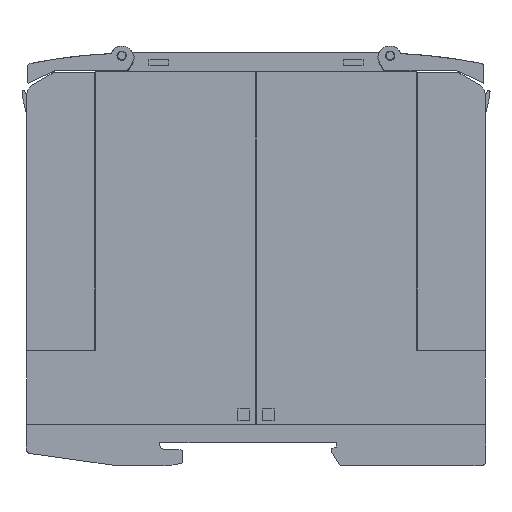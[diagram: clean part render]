
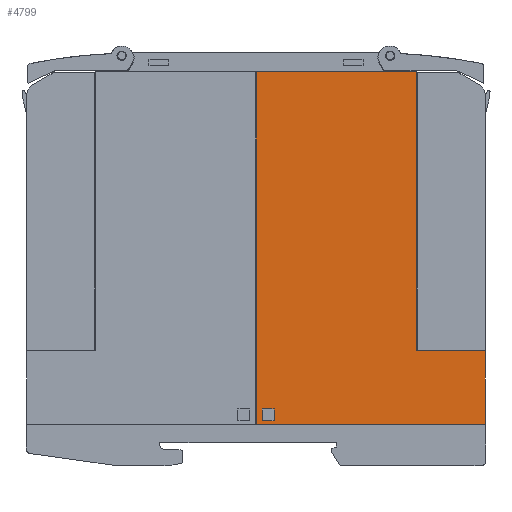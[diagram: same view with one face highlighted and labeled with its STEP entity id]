
A CAD part, left-side view. The second image highlights one B-rep face of the part: STEP entity #4799.
In plain terms, the highlighted planar face has unit normal (-1, 0, 0).
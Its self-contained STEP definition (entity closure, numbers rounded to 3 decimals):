
#4799=ADVANCED_FACE('',(#9786,#9787),#9788,.T.);
#9786=FACE_OUTER_BOUND('',#14834,.T.);
#9787=FACE_BOUND('',#14835,.T.);
#9788=PLANE('',#14836);
#14834=EDGE_LOOP('',(#30015,#30016,#30017,#30018,#30019,#30020));
#14835=EDGE_LOOP('',(#30021,#30022,#30023,#30024));
#14836=AXIS2_PLACEMENT_3D('',#30025,#30026,#30027);
#30015=ORIENTED_EDGE('',*,*,#32701,.T.);
#30016=ORIENTED_EDGE('',*,*,#32719,.T.);
#30017=ORIENTED_EDGE('',*,*,#36553,.T.);
#30018=ORIENTED_EDGE('',*,*,#36536,.F.);
#30019=ORIENTED_EDGE('',*,*,#36554,.T.);
#30020=ORIENTED_EDGE('',*,*,#36549,.T.);
#30021=ORIENTED_EDGE('',*,*,#36546,.T.);
#30022=ORIENTED_EDGE('',*,*,#36522,.T.);
#30023=ORIENTED_EDGE('',*,*,#36530,.T.);
#30024=ORIENTED_EDGE('',*,*,#36543,.T.);
#30025=CARTESIAN_POINT('',(0.0,25.949,9.001));
#30026=DIRECTION('',(-1.0,0.0,0.0));
#30027=DIRECTION('',(0.0,1.0,0.0));
#32701=EDGE_CURVE('',#39929,#39933,#39935,.T.);
#32719=EDGE_CURVE('',#39933,#39969,#39970,.T.);
#36522=EDGE_CURVE('',#45582,#45580,#45583,.T.);
#36530=EDGE_CURVE('',#45580,#45591,#45593,.T.);
#36536=EDGE_CURVE('',#45602,#45604,#45605,.T.);
#36543=EDGE_CURVE('',#45591,#45614,#45616,.T.);
#36546=EDGE_CURVE('',#45614,#45582,#45619,.T.);
#36549=EDGE_CURVE('',#45622,#39929,#45623,.T.);
#36553=EDGE_CURVE('',#39969,#45604,#45628,.T.);
#36554=EDGE_CURVE('',#45602,#45622,#45629,.T.);
#39929=VERTEX_POINT('',#51024);
#39933=VERTEX_POINT('',#51030);
#39935=LINE('',#51033,#51034);
#39969=VERTEX_POINT('',#51084);
#39970=LINE('',#51085,#51086);
#45580=VERTEX_POINT('',#59507);
#45582=VERTEX_POINT('',#59510);
#45583=LINE('',#59511,#59512);
#45591=VERTEX_POINT('',#59524);
#45593=LINE('',#59527,#59528);
#45602=VERTEX_POINT('',#59540);
#45604=VERTEX_POINT('',#59543);
#45605=LINE('',#59544,#59545);
#45614=VERTEX_POINT('',#59558);
#45616=LINE('',#59561,#59562);
#45619=LINE('',#59566,#59567);
#45622=VERTEX_POINT('',#59570);
#45623=LINE('',#59571,#59572);
#45628=LINE('',#59579,#59580);
#45629=LINE('',#59581,#59582);
#51024=CARTESIAN_POINT('',(0.0,0.999,25.101));
#51030=CARTESIAN_POINT('',(0.0,16.099,25.101));
#51033=CARTESIAN_POINT('',(0.0,17.224,25.101));
#51034=VECTOR('',#62082,1.0);
#51084=CARTESIAN_POINT('',(0.0,16.099,85.801));
#51085=CARTESIAN_POINT('',(0.0,16.099,32.226));
#51086=VECTOR('',#62099,1.0);
#59507=CARTESIAN_POINT('',(0.0,46.999,12.401));
#59510=CARTESIAN_POINT('',(0.0,49.599,12.401));
#59511=CARTESIAN_POINT('',(0.0,37.124,12.401));
#59512=VECTOR('',#65699,1.0);
#59524=CARTESIAN_POINT('',(0.0,46.999,9.801));
#59527=CARTESIAN_POINT('',(0.0,46.999,10.051));
#59528=VECTOR('',#65705,1.0);
#59540=CARTESIAN_POINT('',(0.0,50.899,9.001));
#59543=CARTESIAN_POINT('',(0.0,50.899,85.801));
#59544=CARTESIAN_POINT('',(0.0,50.899,9.001));
#59545=VECTOR('',#65710,1.0);
#59558=CARTESIAN_POINT('',(0.0,49.599,9.801));
#59561=CARTESIAN_POINT('',(0.0,37.124,9.801));
#59562=VECTOR('',#65716,1.0);
#59566=CARTESIAN_POINT('',(0.0,49.599,10.051));
#59567=VECTOR('',#65718,1.0);
#59570=CARTESIAN_POINT('',(0.0,0.999,9.001));
#59571=CARTESIAN_POINT('',(0.0,0.999,9.001));
#59572=VECTOR('',#65719,1.0);
#59579=CARTESIAN_POINT('',(0.0,50.899,85.801));
#59580=VECTOR('',#65722,1.0);
#59581=CARTESIAN_POINT('',(0.0,50.899,9.001));
#59582=VECTOR('',#65723,1.0);
#62082=DIRECTION('',(0.0,1.0,0.0));
#62099=DIRECTION('',(0.0,-0.0,1.0));
#65699=DIRECTION('',(0.0,-1.0,0.0));
#65705=DIRECTION('',(0.0,0.0,-1.0));
#65710=DIRECTION('',(0.0,0.0,1.0));
#65716=DIRECTION('',(0.0,1.0,0.0));
#65718=DIRECTION('',(0.0,-0.0,1.0));
#65719=DIRECTION('',(0.0,0.0,1.0));
#65722=DIRECTION('',(0.0,1.0,0.0));
#65723=DIRECTION('',(0.0,-1.0,0.0));
